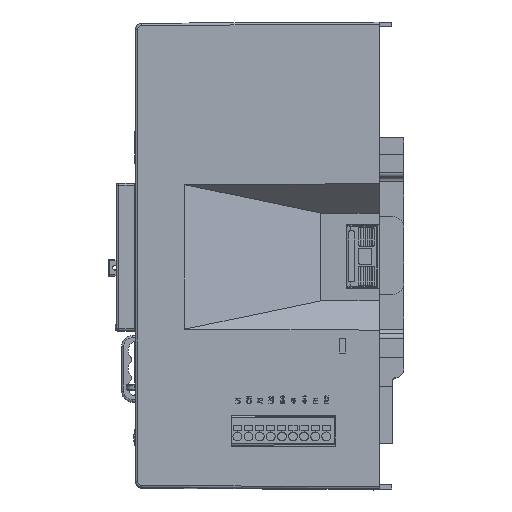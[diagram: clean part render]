
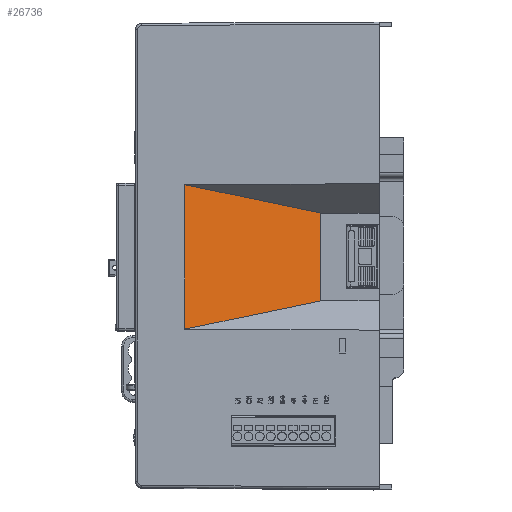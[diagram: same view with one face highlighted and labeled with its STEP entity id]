
A CAD part, top view. The second image highlights one B-rep face of the part: STEP entity #26736.
In plain terms, the highlighted planar face has unit normal (0.227, 0, 0.974).
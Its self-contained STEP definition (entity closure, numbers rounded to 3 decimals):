
#360=DIRECTION('',(0.,-1.,0.));
#361=VECTOR('',#360,65.048);
#362=CARTESIAN_POINT('',(-152.514,31.824,105.308));
#363=LINE('',#362,#361);
#2238=DIRECTION('',(0.,-1.,0.));
#2239=VECTOR('',#2238,39.571);
#2240=CARTESIAN_POINT('',(-91.371,19.086,91.041));
#2241=LINE('',#2240,#2239);
#2242=DIRECTION('',(-0.954,-0.199,0.223));
#2243=VECTOR('',#2242,64.064);
#2244=CARTESIAN_POINT('',(-91.371,-20.486,
91.041));
#2245=LINE('',#2244,#2243);
#2250=DIRECTION('',(-0.954,0.199,0.223));
#2251=VECTOR('',#2250,64.064);
#2252=CARTESIAN_POINT('',(-91.371,19.086,91.041));
#2253=LINE('',#2252,#2251);
#22173=CARTESIAN_POINT('',(-152.514,31.824,
105.308));
#22174=VERTEX_POINT('',#22173);
#22175=CARTESIAN_POINT('',(-152.514,-33.224,
105.308));
#22176=VERTEX_POINT('',#22175);
#22627=CARTESIAN_POINT('',(-91.371,-20.486,
91.041));
#22628=VERTEX_POINT('',#22627);
#22629=CARTESIAN_POINT('',(-91.371,19.086,
91.041));
#22630=VERTEX_POINT('',#22629);
#26724=CARTESIAN_POINT('',(-121.943,-0.7,
98.174));
#26725=DIRECTION('',(0.227,0.,0.974));
#26726=DIRECTION('',(0.,1.,0.));
#26727=AXIS2_PLACEMENT_3D('',#26724,#26725,#26726);
#26728=PLANE('',#26727);
#26729=ORIENTED_EDGE('',*,*,#26699,.T.);
#26730=ORIENTED_EDGE('',*,*,#26718,.T.);
#26731=ORIENTED_EDGE('',*,*,#25863,.F.);
#26733=ORIENTED_EDGE('',*,*,#26732,.F.);
#26734=EDGE_LOOP('',(#26729,#26730,#26731,#26733));
#26735=FACE_OUTER_BOUND('',#26734,.F.);
#25863=EDGE_CURVE('',#22174,#22176,#363,.T.);
#26699=EDGE_CURVE('',#22630,#22628,#2241,.T.);
#26718=EDGE_CURVE('',#22628,#22176,#2245,.T.);
#26732=EDGE_CURVE('',#22630,#22174,#2253,.T.);
#26736=ADVANCED_FACE('',(#26735),#26728,.T.);
